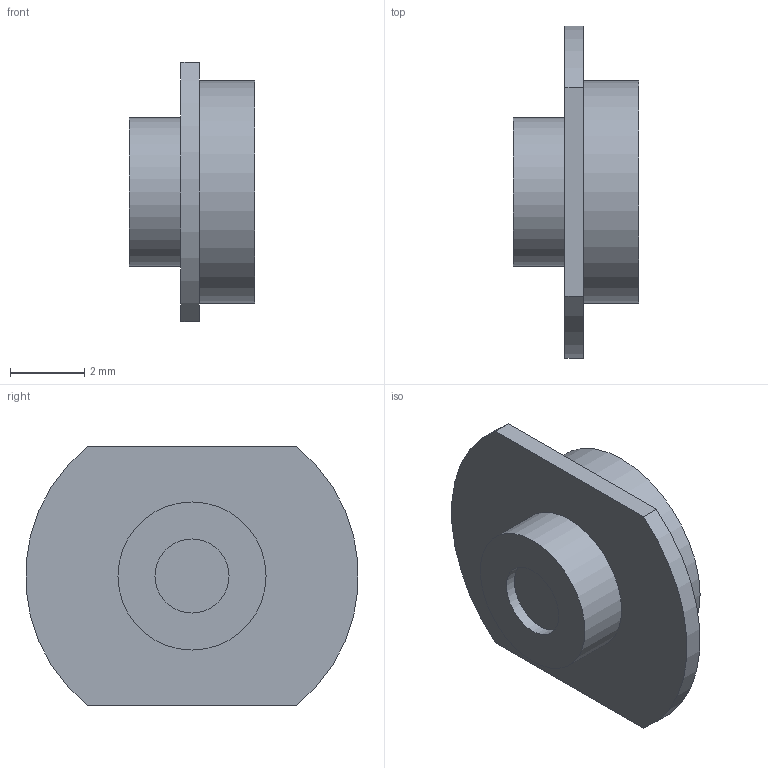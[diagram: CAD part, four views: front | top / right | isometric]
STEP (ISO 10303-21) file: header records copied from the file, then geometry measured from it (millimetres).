
FILE_DESCRIPTION(/* description */ (''),/* implementation_level */ '2;1');
FILE_NAME(/* name */ 'Power Button.step',/* time_stamp */ '2024-02-20T00:41:52-08:00',/* author */ (''),/* organization */ (''),/* preprocessor_version */ 'ST-DEVELOPER v20',/* originating_system */ 'Autodesk Translation Framework v12.20.1.177',/* authorisation */ '');
FILE_SCHEMA (('AUTOMOTIVE_DESIGN { 1 0 10303 214 3 1 1 }'));
Length unit declared in the file: millimetre
Products named in the file (1): framework
Bounding box: 3.4 x 8.97 x 7 mm (x, y, z)
Volume: 87 mm3; surface area: 173.2 mm2
Topology: 1 solids, 1 shells, 12 faces, 21 edges, 14 vertices
Faces by surface type: plane 7, cylinder 5
Full cylindrical faces by diameter (mm): 2 x1, 4 x1, 6 x1
Entity records: 345 total; most frequent: DIRECTION 57, CARTESIAN_POINT 48, ORIENTED_EDGE 42, AXIS2_PLACEMENT_3D 23, EDGE_CURVE 21, EDGE_LOOP 15, VERTEX_POINT 14, FACE_OUTER_BOUND 12
